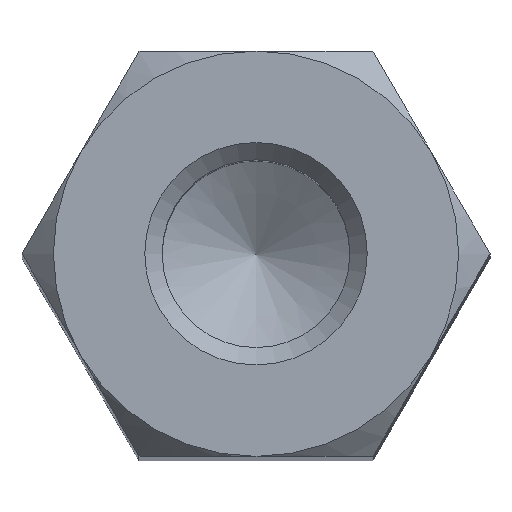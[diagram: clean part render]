
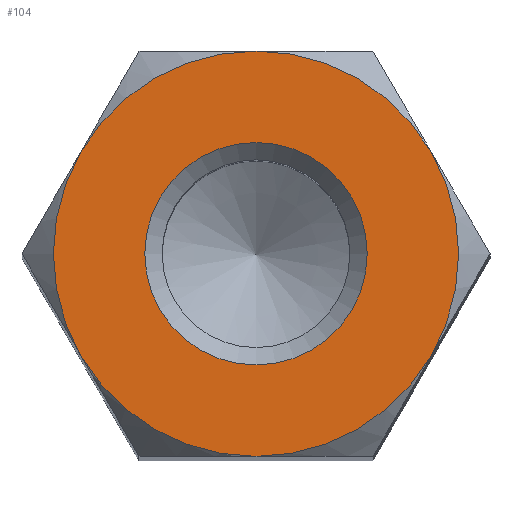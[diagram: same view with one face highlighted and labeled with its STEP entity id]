
A CAD part, top view. The second image highlights one B-rep face of the part: STEP entity #104.
In plain terms, the highlighted planar face has unit normal (0, 0, 1).
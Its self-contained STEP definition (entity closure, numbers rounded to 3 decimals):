
#104 = ADVANCED_FACE( '', ( #212, #213 ), #214, .T. );
#212 = FACE_BOUND( '', #313, .T. );
#213 = FACE_OUTER_BOUND( '', #314, .T. );
#214 = PLANE( '', #315 );
#313 = EDGE_LOOP( '', ( #517 ) );
#314 = EDGE_LOOP( '', ( #518, #519, #520, #521, #522, #523 ) );
#315 = AXIS2_PLACEMENT_3D( '', #524, #525, #526 );
#517 = ORIENTED_EDGE( '', *, *, #592, .T. );
#518 = ORIENTED_EDGE( '', *, *, #612, .F. );
#519 = ORIENTED_EDGE( '', *, *, #567, .F. );
#520 = ORIENTED_EDGE( '', *, *, #590, .F. );
#521 = ORIENTED_EDGE( '', *, *, #581, .T. );
#522 = ORIENTED_EDGE( '', *, *, #601, .F. );
#523 = ORIENTED_EDGE( '', *, *, #555, .F. );
#524 = CARTESIAN_POINT( '', ( 0., 0., 22.5 ) );
#525 = DIRECTION( '', ( 0., 0., 1. ) );
#526 = DIRECTION( '', ( 1., 0., 0. ) );
#555 = EDGE_CURVE( '', #649, #652, #653, .F. );
#567 = EDGE_CURVE( '', #669, #638, #671, .F. );
#581 = EDGE_CURVE( '', #625, #688, #689, .T. );
#590 = EDGE_CURVE( '', #625, #669, #700, .F. );
#592 = EDGE_CURVE( '', #702, #702, #703, .T. );
#601 = EDGE_CURVE( '', #652, #688, #712, .F. );
#612 = EDGE_CURVE( '', #638, #649, #722, .F. );
#625 = VERTEX_POINT( '', #743 );
#638 = VERTEX_POINT( '', #786 );
#649 = VERTEX_POINT( '', #815 );
#652 = VERTEX_POINT( '', #825 );
#653 = CIRCLE( '', #826, 3.5 );
#669 = VERTEX_POINT( '', #868 );
#671 = CIRCLE( '', #875, 3.5 );
#688 = VERTEX_POINT( '', #911 );
#689 = CIRCLE( '', #912, 3.5 );
#700 = CIRCLE( '', #928, 3.5 );
#702 = VERTEX_POINT( '', #930 );
#703 = CIRCLE( '', #931, 1.921 );
#712 = CIRCLE( '', #968, 3.5 );
#722 = CIRCLE( '', #990, 3.5 );
#743 = CARTESIAN_POINT( '', ( 0., 3.5, 22.5 ) );
#786 = CARTESIAN_POINT( '', ( 3.031, -1.75, 22.5 ) );
#815 = CARTESIAN_POINT( '', ( 0., -3.5, 22.5 ) );
#825 = CARTESIAN_POINT( '', ( -3.031, -1.75, 22.5 ) );
#826 = AXIS2_PLACEMENT_3D( '', #1005, #1006, #1007 );
#868 = CARTESIAN_POINT( '', ( 3.031, 1.75, 22.5 ) );
#875 = AXIS2_PLACEMENT_3D( '', #1013, #1014, #1015 );
#911 = CARTESIAN_POINT( '', ( -3.031, 1.75, 22.5 ) );
#912 = AXIS2_PLACEMENT_3D( '', #1028, #1029, #1030 );
#928 = AXIS2_PLACEMENT_3D( '', #1046, #1047, #1048 );
#930 = CARTESIAN_POINT( '', ( 0., 1.921, 22.5 ) );
#931 = AXIS2_PLACEMENT_3D( '', #1049, #1050, #1051 );
#968 = AXIS2_PLACEMENT_3D( '', #1052, #1053, #1054 );
#990 = AXIS2_PLACEMENT_3D( '', #1055, #1056, #1057 );
#1005 = CARTESIAN_POINT( '', ( 0., 0., 22.5 ) );
#1006 = DIRECTION( '', ( 0., 0., 1. ) );
#1007 = DIRECTION( '', ( 1., 0., 0. ) );
#1013 = CARTESIAN_POINT( '', ( 0., 0., 22.5 ) );
#1014 = DIRECTION( '', ( 0., 0., 1. ) );
#1015 = DIRECTION( '', ( 1., 0., 0. ) );
#1028 = CARTESIAN_POINT( '', ( 0., 0., 22.5 ) );
#1029 = DIRECTION( '', ( 0., 0., 1. ) );
#1030 = DIRECTION( '', ( 1., 0., 0. ) );
#1046 = CARTESIAN_POINT( '', ( 0., 0., 22.5 ) );
#1047 = DIRECTION( '', ( 0., 0., 1. ) );
#1048 = DIRECTION( '', ( 1., 0., 0. ) );
#1049 = CARTESIAN_POINT( '', ( 0., 0., 22.5 ) );
#1050 = DIRECTION( '', ( 0., 0., -1. ) );
#1051 = DIRECTION( '', ( 0., 1., 0. ) );
#1052 = CARTESIAN_POINT( '', ( 0., 0., 22.5 ) );
#1053 = DIRECTION( '', ( 0., 0., 1. ) );
#1054 = DIRECTION( '', ( 1., 0., 0. ) );
#1055 = CARTESIAN_POINT( '', ( 0., 0., 22.5 ) );
#1056 = DIRECTION( '', ( 0., 0., 1. ) );
#1057 = DIRECTION( '', ( 1., 0., 0. ) );
